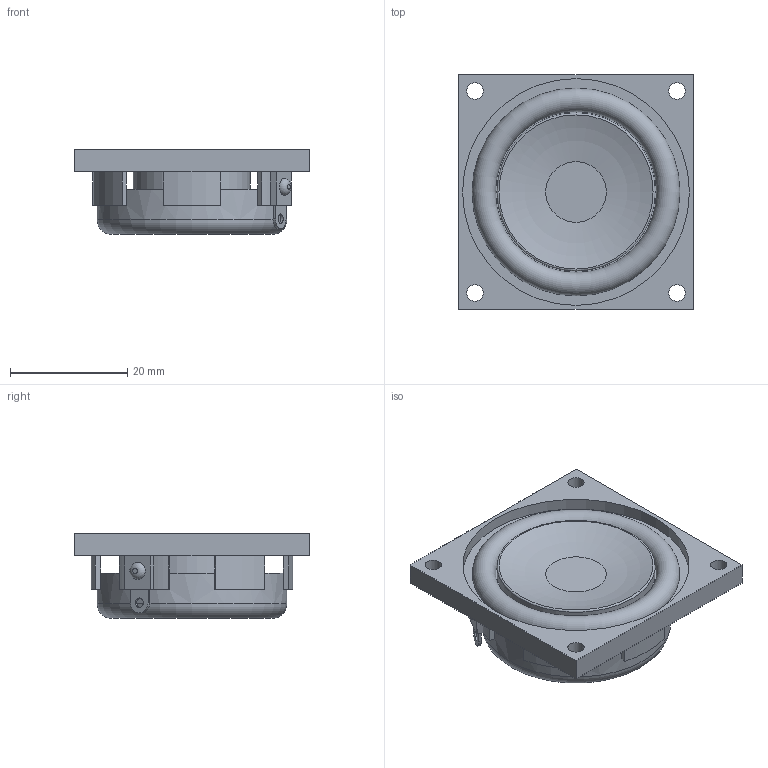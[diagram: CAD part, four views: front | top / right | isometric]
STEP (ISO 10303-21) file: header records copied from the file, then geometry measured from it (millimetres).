
FILE_DESCRIPTION(/* description */ ('Alibre Inc.'),/* implementation_level */ '2;1');
FILE_NAME(/* name */ 'export-0DB18EF4-9101-462F-9CAE-C5253BF0B6C0',/* time_stamp */ '2019-01-27T11:29:43-06:00',/* author */ (''),/* organization */ (''),/* preprocessor_version */ 'ST-DEVELOPER v17',/* originating_system */ 'Alibre',/* authorisation */ '');
FILE_SCHEMA (('AUTOMOTIVE_DESIGN'));
Length unit declared in the file: millimetre
Bounding box: 40.1 x 40.1 x 14.5 mm (x, y, z)
Volume: 12317 mm3; surface area: 7070.9 mm2
Topology: 1 solids, 1 shells, 89 faces, 242 edges, 158 vertices
Faces by surface type: plane 57, cylinder 26, torus 6
Full cylindrical faces by diameter (mm): 1.6 x2, 2.8 x4, 20 x1, 27 x1, 32.4 x1, 38.75 x1
Entity records: 2513 total; most frequent: ORIENTED_EDGE 432, CARTESIAN_POINT 426, DIRECTION 359, EDGE_CURVE 216, VERTEX_POINT 148, AXIS2_PLACEMENT_3D 140, VECTOR 138, LINE 138
